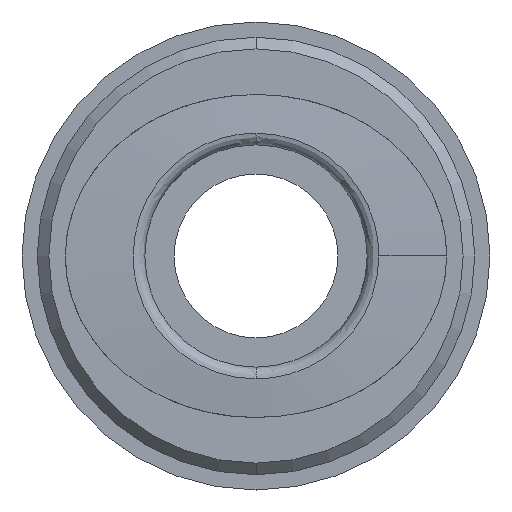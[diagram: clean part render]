
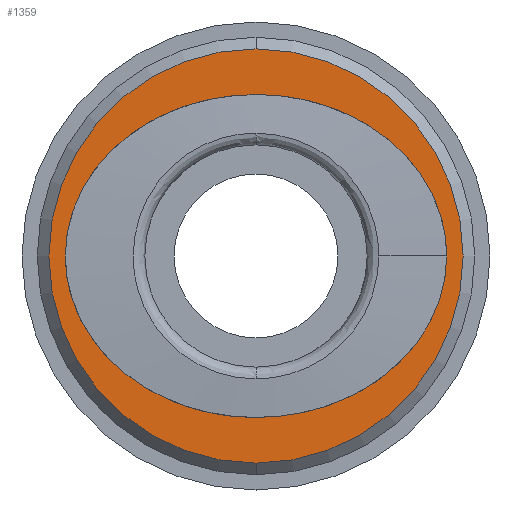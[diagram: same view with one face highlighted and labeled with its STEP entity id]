
A CAD part, front view. The second image highlights one B-rep face of the part: STEP entity #1359.
In plain terms, the highlighted planar face has unit normal (0, -1, 0).
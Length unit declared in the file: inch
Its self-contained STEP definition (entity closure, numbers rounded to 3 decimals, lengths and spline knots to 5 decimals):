
#76 = AXIS2_PLACEMENT_3D ( 'NONE', #2817, #2828, #1138 ) ;
#78 = ORIENTED_EDGE ( 'NONE', *, *, #257, .F. ) ;
#229 = DIRECTION ( 'NONE',  ( 0., 0., 1. ) ) ;
#230 = EDGE_CURVE ( 'NONE', #1420, #1841, #3330, .T. ) ;
#257 = EDGE_CURVE ( 'NONE', #2144, #1766, #611, .T. ) ;
#273 = CARTESIAN_POINT ( 'NONE',  ( 0., -1.06693, -0.34843 ) ) ;
#475 = EDGE_LOOP ( 'NONE', ( #1700, #78 ) ) ;
#573 = PLANE ( 'NONE',  #76 ) ;
#611 = CIRCLE ( 'NONE', #3015, 0.34843 ) ;
#673 = CARTESIAN_POINT ( 'NONE',  ( 0.32087, -1.06693, -0.27165 ) ) ;
#771 = CARTESIAN_POINT ( 'NONE',  ( -0.32087, -1.06693, 0.27165 ) ) ;
#862 =( BOUNDED_CURVE ( )  B_SPLINE_CURVE ( 2, ( #3193, #673, #2928, #1246, #3210 ),
 .UNSPECIFIED., .F., .F. ) 
 B_SPLINE_CURVE_WITH_KNOTS ( ( 3, 2, 3 ),
 ( 0.0237, 0.03553, 0.04735 ),
 .UNSPECIFIED. ) 
 CURVE ( )  GEOMETRIC_REPRESENTATION_ITEM ( )  RATIONAL_B_SPLINE_CURVE ( ( 1., 0.707, 1., 0.707, 1. ) ) 
 REPRESENTATION_ITEM ( '' )  );
#893 = ORIENTED_EDGE ( 'NONE', *, *, #2732, .T. ) ;
#1057 = CARTESIAN_POINT ( 'NONE',  ( -0.32087, -1.06693, 0. ) ) ;
#1129 = DIRECTION ( 'NONE',  ( 0., 1., 0. ) ) ;
#1138 = DIRECTION ( 'NONE',  ( 0., 0., -1. ) ) ;
#1246 = CARTESIAN_POINT ( 'NONE',  ( -0.32087, -1.06693, -0.27165 ) ) ;
#1268 = AXIS2_PLACEMENT_3D ( 'NONE', #2815, #1129, #3099 ) ;
#1275 = CARTESIAN_POINT ( 'NONE',  ( 0., -1.06693, 0.34843 ) ) ;
#1349 = CARTESIAN_POINT ( 'NONE',  ( 0.32087, -1.06693, 0.27165 ) ) ;
#1359 = ADVANCED_FACE ( 'NONE', ( #2300, #3604 ), #573, .T. ) ;
#1420 = VERTEX_POINT ( 'NONE', #2018 ) ;
#1700 = ORIENTED_EDGE ( 'NONE', *, *, #2173, .F. ) ;
#1766 = VERTEX_POINT ( 'NONE', #1275 ) ;
#1841 = VERTEX_POINT ( 'NONE', #2433 ) ;
#1933 = DIRECTION ( 'NONE',  ( 0., 1., 0. ) ) ;
#2018 = CARTESIAN_POINT ( 'NONE',  ( -0.32087, -1.06693, 0. ) ) ;
#2144 = VERTEX_POINT ( 'NONE', #273 ) ;
#2173 = EDGE_CURVE ( 'NONE', #1766, #2144, #3408, .T. ) ;
#2300 = FACE_BOUND ( 'NONE', #2624, .T. ) ;
#2433 = CARTESIAN_POINT ( 'NONE',  ( 0.32087, -1.06693, 0. ) ) ;
#2476 = CARTESIAN_POINT ( 'NONE',  ( 0., -1.06693, 0.27165 ) ) ;
#2624 = EDGE_LOOP ( 'NONE', ( #3624, #893 ) ) ;
#2732 = EDGE_CURVE ( 'NONE', #1841, #1420, #862, .T. ) ;
#2815 = CARTESIAN_POINT ( 'NONE',  ( 0., -1.06693, 0. ) ) ;
#2817 = CARTESIAN_POINT ( 'NONE',  ( -0.0935, -1.06693, 0. ) ) ;
#2828 = DIRECTION ( 'NONE',  ( 0., -1., 0. ) ) ;
#2928 = CARTESIAN_POINT ( 'NONE',  ( 0., -1.06693, -0.27165 ) ) ;
#3015 = AXIS2_PLACEMENT_3D ( 'NONE', #3591, #1933, #229 ) ;
#3099 = DIRECTION ( 'NONE',  ( 0., 0., 1. ) ) ;
#3193 = CARTESIAN_POINT ( 'NONE',  ( 0.32087, -1.06693, 0. ) ) ;
#3210 = CARTESIAN_POINT ( 'NONE',  ( -0.32087, -1.06693, 0. ) ) ;
#3301 = CARTESIAN_POINT ( 'NONE',  ( 0.32087, -1.06693, 0. ) ) ;
#3330 =( BOUNDED_CURVE ( )  B_SPLINE_CURVE ( 2, ( #1057, #771, #2476, #1349, #3301 ),
 .UNSPECIFIED., .F., .F. ) 
 B_SPLINE_CURVE_WITH_KNOTS ( ( 3, 2, 3 ),
 ( 0., 0.01185, 0.0237 ),
 .UNSPECIFIED. ) 
 CURVE ( )  GEOMETRIC_REPRESENTATION_ITEM ( )  RATIONAL_B_SPLINE_CURVE ( ( 1., 0.707, 1., 0.707, 1. ) ) 
 REPRESENTATION_ITEM ( '' )  );
#3408 = CIRCLE ( 'NONE', #1268, 0.34843 ) ;
#3591 = CARTESIAN_POINT ( 'NONE',  ( 0., -1.06693, 0. ) ) ;
#3604 = FACE_OUTER_BOUND ( 'NONE', #475, .T. ) ;
#3624 = ORIENTED_EDGE ( 'NONE', *, *, #230, .T. ) ;
